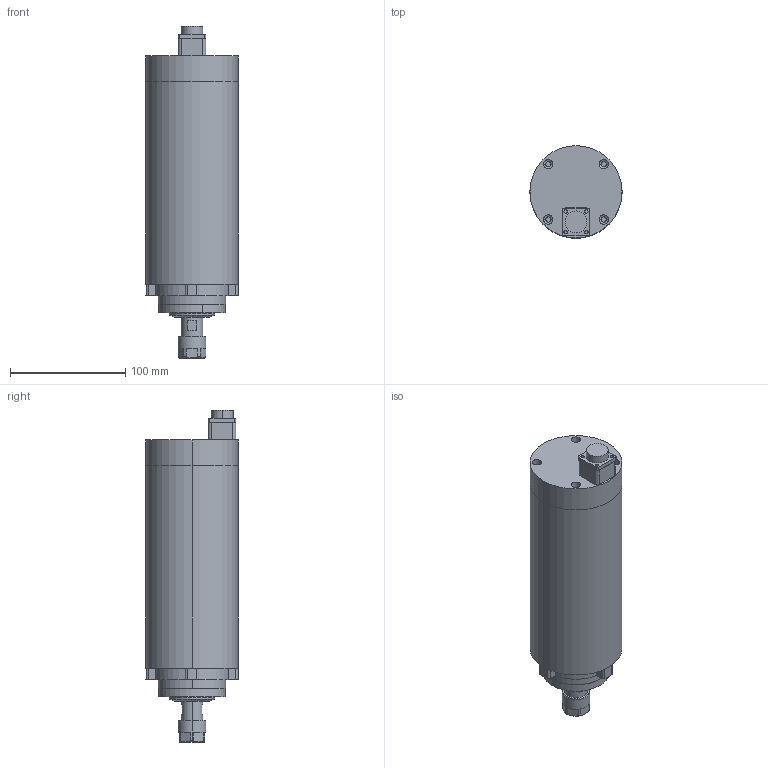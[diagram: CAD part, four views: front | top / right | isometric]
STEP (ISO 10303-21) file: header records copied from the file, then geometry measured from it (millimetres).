
FILE_DESCRIPTION (( 'STEP AP214' ), '1' );
FILE_NAME ('GDF80-24Z-2.2.STEP', '2024-07-17T10:17:14', ( '00' ), ( '' ), 'SwSTEP 2.0', 'SolidWorks 2018', '' );
FILE_SCHEMA (( 'AUTOMOTIVE_DESIGN' ));
Length unit declared in the file: millimetre
Products named in the file (10): GDF80-24Z-2.2前螺母; GDF80-24Z-2.2; GDF80-24Z-2.2前盖; GDF80-24Z-2.2粣芛; GDF80-24Z-2.2儂裔; GDF80-24Z-1.5堤盄釱; ER16蹟簽; GDF80-24Z-2.2儂褲; 堤盄釱脣芛18x18M201﹞; ER16粟俶芠標
Assembly tree (9 placements, depth 2):
  GDF80-24Z-2.2
    GDF80-24Z-2.2儂褲
    GDF80-24Z-1.5堤盄釱
    GDF80-24Z-2.2儂裔
    GDF80-24Z-2.2前盖
    GDF80-24Z-2.2前螺母
    GDF80-24Z-2.2粣芛
    ER16粟俶芠標
    ER16蹟簽
    堤盄釱脣芛18x18M201﹞
Bounding box: 80 x 80 x 288.2 mm (x, y, z)
Volume: 1077018.1 mm3; surface area: 107318 mm2
Topology: 9 solids, 9 shells, 195 faces, 451 edges, 292 vertices
Faces by surface type: cylinder 105, plane 68, cone 16, bspline 6
Entity records: 8488 total; most frequent: CARTESIAN_POINT 1244, DIRECTION 1085, ORIENTED_EDGE 902, EDGE_CURVE 451, AXIS2_PLACEMENT_3D 445, VERTEX_POINT 292, EDGE_LOOP 245, CIRCLE 244
